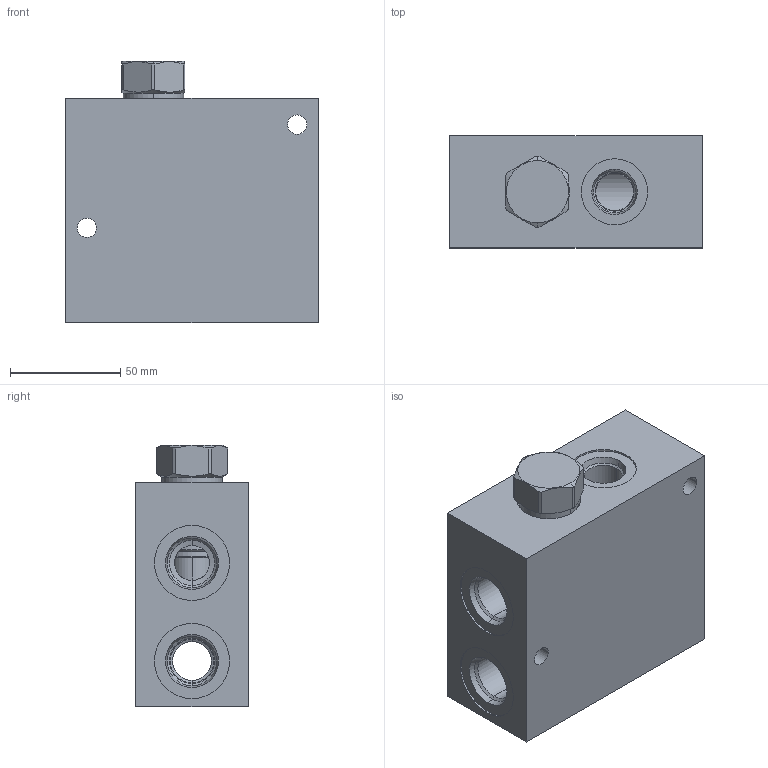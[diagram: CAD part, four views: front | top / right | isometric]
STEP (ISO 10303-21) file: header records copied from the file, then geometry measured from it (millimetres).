
FILE_DESCRIPTION((''),'2;1');
FILE_NAME('Z2W_ASM','2023-03-22T',('ProEService'),(''),'PRO/ENGINEER BY PARAMETRIC TECHNOLOGY CORPORATION, 2014200','PRO/ENGINEER BY PARAMETRIC TECHNOLOGY CORPORATION, 2014200','');
FILE_SCHEMA(('CONFIG_CONTROL_DESIGN'));
Length unit declared in the file: inch
Products named in the file (3): 152-383-003; LRFCXHN; Z2W_ASM
Assembly tree (2 placements, depth 2):
  Z2W_ASM
    152-383-003
    LRFCXHN
Bounding box: 114.3 x 50.8 x 118.26 mm (x, y, z)
Volume: 503929.9 mm3; surface area: 76996.7 mm2
Topology: 6 solids, 7 shells, 274 faces, 821 edges, 661 vertices
Faces by surface type: cylinder 114, cone 80, plane 43, torus 25, revolution 12
Entity records: 10412 total; most frequent: CARTESIAN_POINT 2998, DIRECTION 1641, ORIENTED_EDGE 1228, EDGE_CURVE 614, AXIS2_PLACEMENT_3D 605, VECTOR 419, LINE 419, VERTEX_POINT 368
